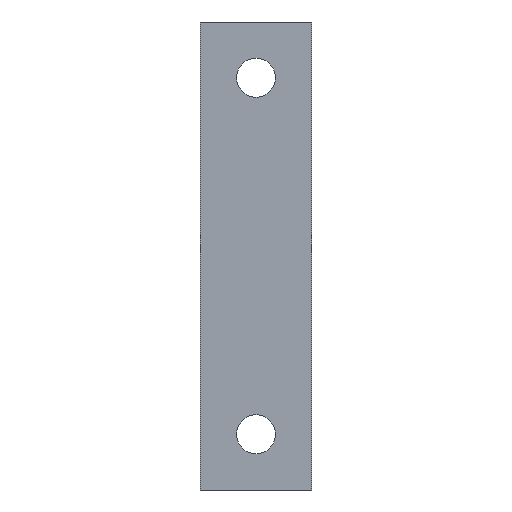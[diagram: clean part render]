
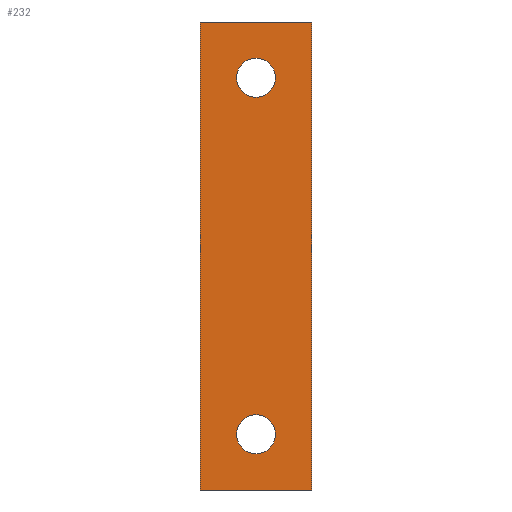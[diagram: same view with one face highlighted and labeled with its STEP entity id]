
A CAD part, front view. The second image highlights one B-rep face of the part: STEP entity #232.
In plain terms, the highlighted planar face has unit normal (0, -1, 0).
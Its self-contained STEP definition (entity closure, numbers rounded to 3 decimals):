
#4 = LINE ( 'NONE', #182, #181 ) ;
#10 = CARTESIAN_POINT ( 'NONE',  ( 0., -1., -14.25 ) ) ;
#11 = CARTESIAN_POINT ( 'NONE',  ( 0., -1., -17.75 ) ) ;
#12 = DIRECTION ( 'NONE',  ( 0., 0., 1. ) ) ;
#13 = DIRECTION ( 'NONE',  ( 0., 1., 0. ) ) ;
#14 = CARTESIAN_POINT ( 'NONE',  ( 0., -1., -16. ) ) ;
#15 = AXIS2_PLACEMENT_3D ( 'NONE', #14, #13, #12 ) ;
#16 = CIRCLE ( 'NONE', #15, 1.75 ) ;
#17 = CARTESIAN_POINT ( 'NONE',  ( 0., -1., 17.75 ) ) ;
#18 = DIRECTION ( 'NONE',  ( 0., 0., 1. ) ) ;
#19 = DIRECTION ( 'NONE',  ( 0., 1., 0. ) ) ;
#20 = CARTESIAN_POINT ( 'NONE',  ( 0., -1., 16. ) ) ;
#21 = AXIS2_PLACEMENT_3D ( 'NONE', #20, #19, #18 ) ;
#22 = CIRCLE ( 'NONE', #21, 1.75 ) ;
#36 = EDGE_CURVE ( 'NONE', #74, #37, #22, .T. ) ;
#37 = VERTEX_POINT ( 'NONE', #17 ) ;
#38 = EDGE_CURVE ( 'NONE', #39, #40, #16, .T. ) ;
#39 = VERTEX_POINT ( 'NONE', #11 ) ;
#40 = VERTEX_POINT ( 'NONE', #10 ) ;
#48 = EDGE_CURVE ( 'NONE', #49, #153, #4, .T. ) ;
#49 = VERTEX_POINT ( 'NONE', #179 ) ;
#61 = EDGE_CURVE ( 'NONE', #153, #62, #224, .T. ) ;
#62 = VERTEX_POINT ( 'NONE', #220 ) ;
#73 = EDGE_CURVE ( 'NONE', #62, #147, #203, .T. ) ;
#74 = VERTEX_POINT ( 'NONE', #194 ) ;
#77 = EDGE_CURVE ( 'NONE', #147, #49, #192, .T. ) ;
#95 = ORIENTED_EDGE ( 'NONE', *, *, #96, .T. ) ;
#96 = EDGE_CURVE ( 'NONE', #40, #39, #284, .T. ) ;
#97 = ORIENTED_EDGE ( 'NONE', *, *, #38, .T. ) ;
#98 = EDGE_LOOP ( 'NONE', ( #99, #100, #101, #102 ) ) ;
#99 = ORIENTED_EDGE ( 'NONE', *, *, #48, .F. ) ;
#100 = ORIENTED_EDGE ( 'NONE', *, *, #77, .F. ) ;
#101 = ORIENTED_EDGE ( 'NONE', *, *, #73, .F. ) ;
#102 = ORIENTED_EDGE ( 'NONE', *, *, #61, .F. ) ;
#131 = EDGE_LOOP ( 'NONE', ( #95, #97 ) ) ;
#147 = VERTEX_POINT ( 'NONE', #333 ) ;
#153 = VERTEX_POINT ( 'NONE', #323 ) ;
#179 = CARTESIAN_POINT ( 'NONE',  ( -5., -1., -21. ) ) ;
#180 = DIRECTION ( 'NONE',  ( 0., 0., 1. ) ) ;
#181 = VECTOR ( 'NONE', #180, 1000. ) ;
#182 = CARTESIAN_POINT ( 'NONE',  ( -5., -1., -21. ) ) ;
#192 = LINE ( 'NONE', #420, #414 ) ;
#194 = CARTESIAN_POINT ( 'NONE',  ( 0., -1., 14.25 ) ) ;
#195 = DIRECTION ( 'NONE',  ( 0., 0., -1. ) ) ;
#196 = VECTOR ( 'NONE', #195, 1000. ) ;
#197 = CARTESIAN_POINT ( 'NONE',  ( 5., -1., -21. ) ) ;
#203 = LINE ( 'NONE', #197, #196 ) ;
#220 = CARTESIAN_POINT ( 'NONE',  ( 5., -1., 21. ) ) ;
#221 = DIRECTION ( 'NONE',  ( 1., 0., 0. ) ) ;
#222 = VECTOR ( 'NONE', #221, 1000. ) ;
#223 = CARTESIAN_POINT ( 'NONE',  ( -5., -1., 21. ) ) ;
#224 = LINE ( 'NONE', #223, #222 ) ;
#232 = ADVANCED_FACE ( 'NONE', ( #371, #370, #369 ), #368, .F. ) ;
#233 = EDGE_LOOP ( 'NONE', ( #234, #236 ) ) ;
#234 = ORIENTED_EDGE ( 'NONE', *, *, #235, .T. ) ;
#235 = EDGE_CURVE ( 'NONE', #37, #74, #363, .T. ) ;
#236 = ORIENTED_EDGE ( 'NONE', *, *, #36, .T. ) ;
#255 = DIRECTION ( 'NONE',  ( -1., 0., 0. ) ) ;
#282 = CARTESIAN_POINT ( 'NONE',  ( 0., -1., -16. ) ) ;
#283 = AXIS2_PLACEMENT_3D ( 'NONE', #282, #303, #302 ) ;
#284 = CIRCLE ( 'NONE', #283, 1.75 ) ;
#302 = DIRECTION ( 'NONE',  ( 0., 0., 1. ) ) ;
#303 = DIRECTION ( 'NONE',  ( 0., 1., 0. ) ) ;
#323 = CARTESIAN_POINT ( 'NONE',  ( -5., -1., 21. ) ) ;
#333 = CARTESIAN_POINT ( 'NONE',  ( 5., -1., -21. ) ) ;
#359 = DIRECTION ( 'NONE',  ( 0., 0., 1. ) ) ;
#360 = DIRECTION ( 'NONE',  ( 0., 1., 0. ) ) ;
#361 = CARTESIAN_POINT ( 'NONE',  ( 0., -1., 16. ) ) ;
#362 = AXIS2_PLACEMENT_3D ( 'NONE', #361, #360, #359 ) ;
#363 = CIRCLE ( 'NONE', #362, 1.75 ) ;
#364 = DIRECTION ( 'NONE',  ( 0., 0., 1. ) ) ;
#365 = DIRECTION ( 'NONE',  ( 0., 1., 0. ) ) ;
#366 = CARTESIAN_POINT ( 'NONE',  ( -5., -1., 21. ) ) ;
#367 = AXIS2_PLACEMENT_3D ( 'NONE', #366, #365, #364 ) ;
#368 = PLANE ( 'NONE',  #367 ) ;
#369 = FACE_OUTER_BOUND ( 'NONE', #98, .T. ) ;
#370 = FACE_BOUND ( 'NONE', #131, .T. ) ;
#371 = FACE_BOUND ( 'NONE', #233, .T. ) ;
#414 = VECTOR ( 'NONE', #255, 1000. ) ;
#420 = CARTESIAN_POINT ( 'NONE',  ( -5., -1., -21. ) ) ;
